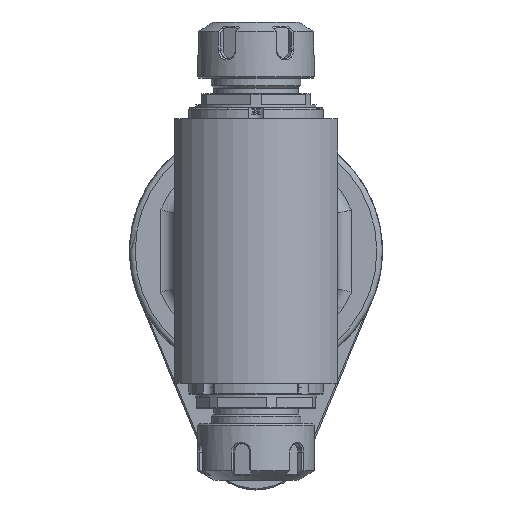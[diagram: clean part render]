
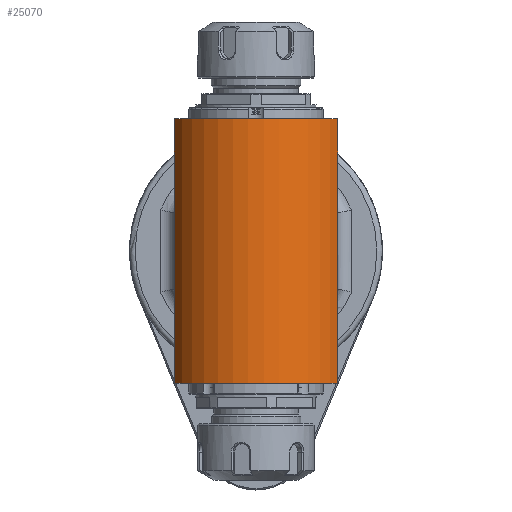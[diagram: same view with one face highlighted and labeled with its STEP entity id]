
A CAD part, front view. The second image highlights one B-rep face of the part: STEP entity #25070.
In plain terms, the highlighted cylindrical face has radius 32 mm (diameter 64 mm), a partial arc.
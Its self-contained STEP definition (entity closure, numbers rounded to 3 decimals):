
#1602=LINE('',#37848,#3534);
#1603=LINE('',#37850,#3535);
#3534=VECTOR('',#29888,94.);
#3535=VECTOR('',#29891,94.);
#5362=CYLINDRICAL_SURFACE('',#26853,32.);
#5884=FACE_OUTER_BOUND('',#7426,.T.);
#7426=EDGE_LOOP('',(#17080,#17081,#17082,#17083));
#9073=CIRCLE('',#26784,32.);
#9074=CIRCLE('',#26788,32.);
#10197=VERTEX_POINT('',#37330);
#10198=VERTEX_POINT('',#37332);
#10209=VERTEX_POINT('',#37360);
#10210=VERTEX_POINT('',#37362);
#12827=EDGE_CURVE('',#10198,#10197,#9073,.T.);
#12842=EDGE_CURVE('',#10209,#10210,#9074,.T.);
#13015=EDGE_CURVE('',#10197,#10210,#1602,.T.);
#13016=EDGE_CURVE('',#10198,#10209,#1603,.T.);
#17080=ORIENTED_EDGE('',*,*,#12827,.T.);
#17081=ORIENTED_EDGE('',*,*,#13015,.T.);
#17082=ORIENTED_EDGE('',*,*,#12842,.F.);
#17083=ORIENTED_EDGE('',*,*,#13016,.F.);
#25070=ADVANCED_FACE('',(#5884),#5362,.T.);
#26784=AXIS2_PLACEMENT_3D('',#37333,#29666,#29667);
#26788=AXIS2_PLACEMENT_3D('',#37363,#29688,#29689);
#26853=AXIS2_PLACEMENT_3D('',#37849,#29889,#29890);
#29666=DIRECTION('center_axis',(0.,0.,-1.));
#29667=DIRECTION('ref_axis',(0.906,-0.423,0.));
#29688=DIRECTION('center_axis',(0.,0.,-1.));
#29689=DIRECTION('ref_axis',(0.906,-0.423,0.));
#29888=DIRECTION('',(0.,0.,-1.));
#29889=DIRECTION('center_axis',(0.,0.,-1.));
#29890=DIRECTION('ref_axis',(1.,0.,0.));
#29891=DIRECTION('',(0.,0.,-1.));
#37330=CARTESIAN_POINT('',(-29.,-187.328,47.));
#37332=CARTESIAN_POINT('',(29.,-187.328,47.));
#37333=CARTESIAN_POINT('Origin',(0.,-173.8,47.));
#37360=CARTESIAN_POINT('',(29.,-187.328,-47.));
#37362=CARTESIAN_POINT('',(-29.,-187.328,-47.));
#37363=CARTESIAN_POINT('Origin',(0.,-173.8,-47.));
#37848=CARTESIAN_POINT('',(-29.,-187.328,47.));
#37849=CARTESIAN_POINT('Origin',(0.,-173.8,55.));
#37850=CARTESIAN_POINT('',(29.,-187.328,47.));
